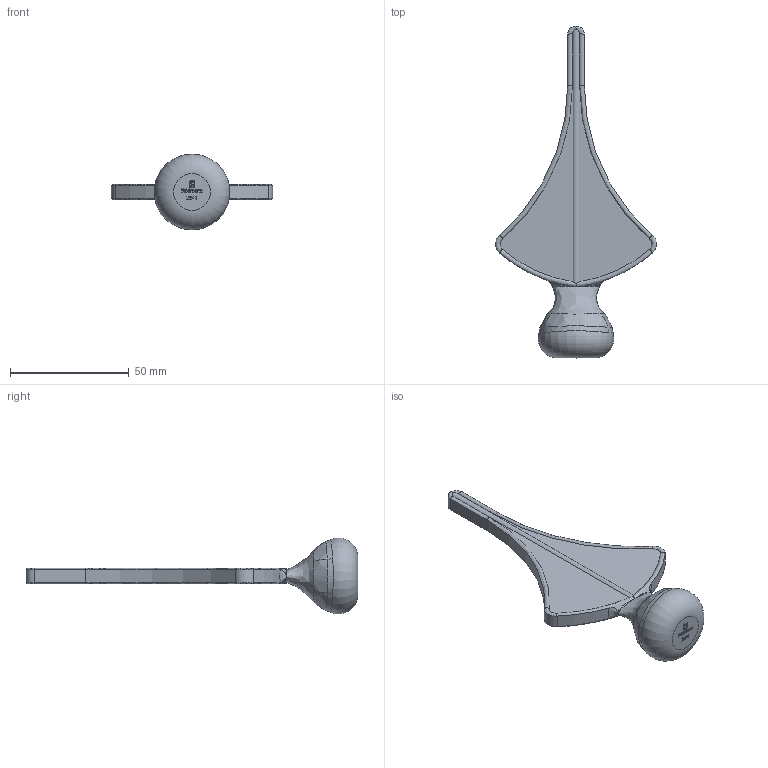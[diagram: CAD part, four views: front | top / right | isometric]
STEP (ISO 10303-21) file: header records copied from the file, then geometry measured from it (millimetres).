
FILE_DESCRIPTION (( 'STEP AP203' ), '1' );
FILE_NAME ('727-1.STEP', '2023-07-25T10:47:05', ( '' ), ( '' ), 'SwSTEP 2.0', 'SolidWorks 2018', '' );
FILE_SCHEMA (( 'CONFIG_CONTROL_DESIGN' ));
Length unit declared in the file: millimetre
Products named in the file (1): 727-1
Bounding box: 68 x 140 x 31.99 mm (x, y, z)
Volume: 30564.5 mm3; surface area: 10365 mm2
Topology: 1 solids, 1 shells, 247 faces, 665 edges, 437 vertices
Faces by surface type: plane 128, bspline 109, cylinder 9, torus 1
Entity records: 12578 total; most frequent: CARTESIAN_POINT 7035, ORIENTED_EDGE 1322, DIRECTION 802, EDGE_CURVE 661, VERTEX_POINT 435, LINE 406, VECTOR 406, EDGE_LOOP 266
